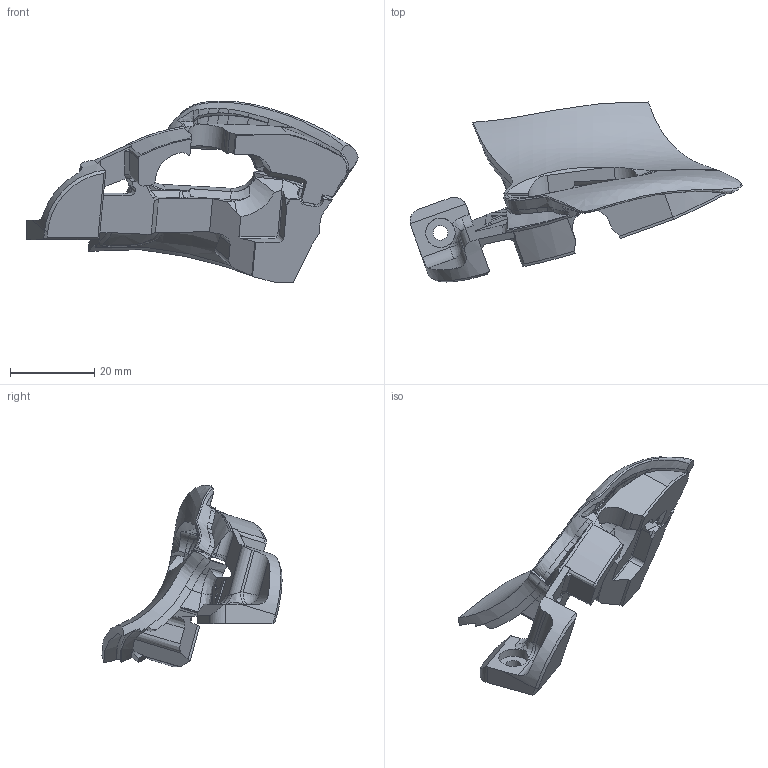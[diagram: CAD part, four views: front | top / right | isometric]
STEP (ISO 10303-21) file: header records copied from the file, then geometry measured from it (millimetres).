
FILE_DESCRIPTION(/* description */ ('','CAx-IF Rec.Pracs.---Representation and Presentation of Product Manufacturing Information (PMI)---4.0---2014-10-13'),/* implementation_level */ '2;1');
FILE_NAME(/* name */ '',/* time_stamp */ '2019-11-25T18:03:22-05:00',/* author */ (''),/* organization */ (''),/* preprocessor_version */ 'ST-DEVELOPER v18',/* originating_system */ '',/* authorisation */ '');
FILE_SCHEMA (('AP242_MANAGED_MODEL_BASED_3D_ENGINEERING_MIM_LF { 1 0 10303 442 1 1 4 }'));
Products named in the file (1): Primary Buttons
Bounding box: 78.88 x 42.8 x 43.18 mm (x, y, z)
Volume: 12887.8 mm3; surface area: 7683.1 mm2
Topology: 1 solids, 2 shells, 373 faces, 1120 edges, 753 vertices
Faces by surface type: bspline 203, plane 109, cylinder 52, cone 7, sphere 1, torus 1
Full cylindrical faces by diameter (mm): 3.5 x1, 7 x1
Entity records: 46955 total; most frequent: CARTESIAN_POINT 38494, ORIENTED_EDGE 2240, EDGE_CURVE 1120, DIRECTION 917, VERTEX_POINT 753, B_SPLINE_CURVE_WITH_KNOTS 656, EDGE_LOOP 377, LINE 375
